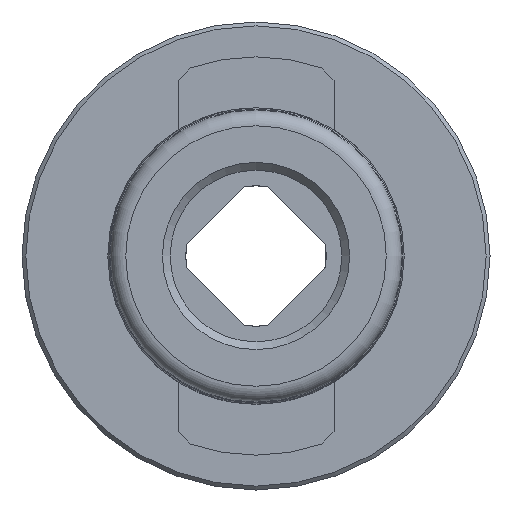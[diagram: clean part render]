
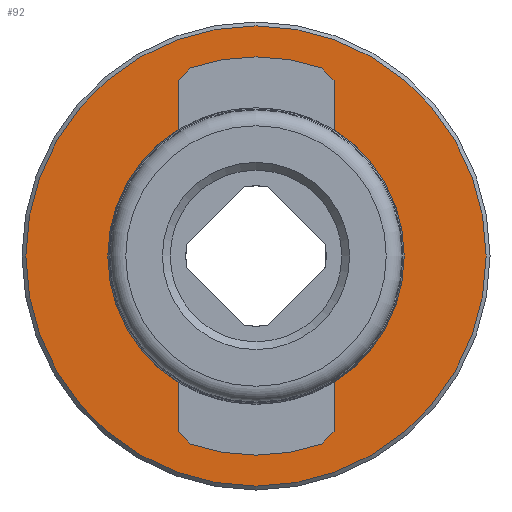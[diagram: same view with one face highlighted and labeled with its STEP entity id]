
A CAD part, left-side view. The second image highlights one B-rep face of the part: STEP entity #92.
In plain terms, the highlighted planar face has unit normal (-1, 0, 0).
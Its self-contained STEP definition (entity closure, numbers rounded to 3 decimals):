
#92 = ADVANCED_FACE( '', ( #214, #215 ), #216, .T. );
#214 = FACE_OUTER_BOUND( '', #373, .T. );
#215 = FACE_BOUND( '', #374, .T. );
#216 = PLANE( '', #375 );
#373 = EDGE_LOOP( '', ( #583 ) );
#374 = EDGE_LOOP( '', ( #584, #585, #586, #587, #588, #589, #590, #591, #592, #593, #594, #595 ) );
#375 = AXIS2_PLACEMENT_3D( '', #596, #597, #598 );
#583 = ORIENTED_EDGE( '', *, *, #834, .T. );
#584 = ORIENTED_EDGE( '', *, *, #890, .F. );
#585 = ORIENTED_EDGE( '', *, *, #891, .T. );
#586 = ORIENTED_EDGE( '', *, *, #892, .F. );
#587 = ORIENTED_EDGE( '', *, *, #893, .F. );
#588 = ORIENTED_EDGE( '', *, *, #894, .F. );
#589 = ORIENTED_EDGE( '', *, *, #895, .T. );
#590 = ORIENTED_EDGE( '', *, *, #896, .F. );
#591 = ORIENTED_EDGE( '', *, *, #897, .T. );
#592 = ORIENTED_EDGE( '', *, *, #868, .F. );
#593 = ORIENTED_EDGE( '', *, *, #865, .F. );
#594 = ORIENTED_EDGE( '', *, *, #898, .F. );
#595 = ORIENTED_EDGE( '', *, *, #839, .T. );
#596 = CARTESIAN_POINT( '', ( 4., 12.767, 0. ) );
#597 = DIRECTION( '', ( -1., 0., 0. ) );
#598 = DIRECTION( '', ( 0., 0., 1. ) );
#834 = EDGE_CURVE( '', #965, #965, #966, .T. );
#839 = EDGE_CURVE( '', #973, #974, #975, .F. );
#865 = EDGE_CURVE( '', #1018, #1020, #1021, .T. );
#868 = EDGE_CURVE( '', #1020, #1024, #1025, .T. );
#890 = EDGE_CURVE( '', #1060, #974, #1061, .T. );
#891 = EDGE_CURVE( '', #1060, #1062, #1063, .T. );
#892 = EDGE_CURVE( '', #1064, #1062, #1065, .T. );
#893 = EDGE_CURVE( '', #1066, #1064, #1067, .T. );
#894 = EDGE_CURVE( '', #1068, #1066, #1069, .T. );
#895 = EDGE_CURVE( '', #1068, #1070, #1071, .F. );
#896 = EDGE_CURVE( '', #1072, #1070, #1073, .T. );
#897 = EDGE_CURVE( '', #1072, #1024, #1074, .T. );
#898 = EDGE_CURVE( '', #973, #1018, #1075, .T. );
#965 = VERTEX_POINT( '', #1157 );
#966 = CIRCLE( '', #1158, 14.75 );
#973 = VERTEX_POINT( '', #1166 );
#974 = VERTEX_POINT( '', #1167 );
#975 = LINE( '', #1168, #1169 );
#1018 = VERTEX_POINT( '', #1221 );
#1020 = VERTEX_POINT( '', #1224 );
#1021 = CIRCLE( '', #1225, 9.25 );
#1024 = VERTEX_POINT( '', #1229 );
#1025 = LINE( '', #1230, #1231 );
#1060 = VERTEX_POINT( '', #1276 );
#1061 = CIRCLE( '', #1277, 12.767 );
#1062 = VERTEX_POINT( '', #1278 );
#1063 = LINE( '', #1279, #1280 );
#1064 = VERTEX_POINT( '', #1281 );
#1065 = LINE( '', #1282, #1283 );
#1066 = VERTEX_POINT( '', #1284 );
#1067 = CIRCLE( '', #1285, 9.25 );
#1068 = VERTEX_POINT( '', #1286 );
#1069 = LINE( '', #1287, #1288 );
#1070 = VERTEX_POINT( '', #1289 );
#1071 = LINE( '', #1290, #1291 );
#1072 = VERTEX_POINT( '', #1292 );
#1073 = CIRCLE( '', #1293, 12.767 );
#1074 = LINE( '', #1294, #1295 );
#1075 = LINE( '', #1296, #1297 );
#1157 = CARTESIAN_POINT( '', ( 4., 0., 14.75 ) );
#1158 = AXIS2_PLACEMENT_3D( '', #1397, #1398, #1399 );
#1166 = CARTESIAN_POINT( '', ( 4., -5., -11.247 ) );
#1167 = CARTESIAN_POINT( '', ( 4., -4.186, -12.061 ) );
#1168 = CARTESIAN_POINT( '', ( 4., -4.186, -12.061 ) );
#1169 = VECTOR( '', #1404, 1000. );
#1221 = CARTESIAN_POINT( '', ( 4., -5., -7.782 ) );
#1224 = CARTESIAN_POINT( '', ( 4., -5., 7.782 ) );
#1225 = AXIS2_PLACEMENT_3D( '', #1442, #1443, #1444 );
#1229 = CARTESIAN_POINT( '', ( 4., -5., 11.247 ) );
#1230 = CARTESIAN_POINT( '', ( 4., -5., 7.782 ) );
#1231 = VECTOR( '', #1446, 1000. );
#1276 = CARTESIAN_POINT( '', ( 4., 4.186, -12.061 ) );
#1277 = AXIS2_PLACEMENT_3D( '', #1481, #1482, #1483 );
#1278 = CARTESIAN_POINT( '', ( 4., 5., -11.247 ) );
#1279 = CARTESIAN_POINT( '', ( 4., 4.186, -12.061 ) );
#1280 = VECTOR( '', #1484, 1000. );
#1281 = CARTESIAN_POINT( '', ( 4., 5., -7.782 ) );
#1282 = CARTESIAN_POINT( '', ( 4., 5., -15.407 ) );
#1283 = VECTOR( '', #1485, 1000. );
#1284 = CARTESIAN_POINT( '', ( 4., 5., 7.782 ) );
#1285 = AXIS2_PLACEMENT_3D( '', #1486, #1487, #1488 );
#1286 = CARTESIAN_POINT( '', ( 4., 5., 11.247 ) );
#1287 = CARTESIAN_POINT( '', ( 4., 5., 15.407 ) );
#1288 = VECTOR( '', #1489, 1000. );
#1289 = CARTESIAN_POINT( '', ( 4., 4.186, 12.061 ) );
#1290 = CARTESIAN_POINT( '', ( 4., 4.186, 12.061 ) );
#1291 = VECTOR( '', #1490, 1000. );
#1292 = CARTESIAN_POINT( '', ( 4., -4.186, 12.061 ) );
#1293 = AXIS2_PLACEMENT_3D( '', #1491, #1492, #1493 );
#1294 = CARTESIAN_POINT( '', ( 4., -4.186, 12.061 ) );
#1295 = VECTOR( '', #1494, 1000. );
#1296 = CARTESIAN_POINT( '', ( 4., -5., -7.782 ) );
#1297 = VECTOR( '', #1495, 1000. );
#1397 = CARTESIAN_POINT( '', ( 4., 0., 0. ) );
#1398 = DIRECTION( '', ( -1., 0., 0. ) );
#1399 = DIRECTION( '', ( 0., 0., 1. ) );
#1404 = DIRECTION( '', ( 0., -0.707, 0.707 ) );
#1442 = CARTESIAN_POINT( '', ( 4., 0., 0. ) );
#1443 = DIRECTION( '', ( -1., 0., 0. ) );
#1444 = DIRECTION( '', ( 0., 1., 0. ) );
#1446 = DIRECTION( '', ( 0., 0., 1. ) );
#1481 = CARTESIAN_POINT( '', ( 4., 0., 0. ) );
#1482 = DIRECTION( '', ( -1., 0., 0. ) );
#1483 = DIRECTION( '', ( 0., 0., 1. ) );
#1484 = DIRECTION( '', ( 0., 0.707, 0.707 ) );
#1485 = DIRECTION( '', ( 0., 0., -1. ) );
#1486 = CARTESIAN_POINT( '', ( 4., 0., 0. ) );
#1487 = DIRECTION( '', ( -1., 0., 0. ) );
#1488 = DIRECTION( '', ( 0., -1., 0. ) );
#1489 = DIRECTION( '', ( 0., 0., -1. ) );
#1490 = DIRECTION( '', ( 0., 0.707, -0.707 ) );
#1491 = CARTESIAN_POINT( '', ( 4., 0., 0. ) );
#1492 = DIRECTION( '', ( -1., 0., 0. ) );
#1493 = DIRECTION( '', ( 0., 0., 1. ) );
#1494 = DIRECTION( '', ( 0., -0.707, -0.707 ) );
#1495 = DIRECTION( '', ( 0., 0., 1. ) );
